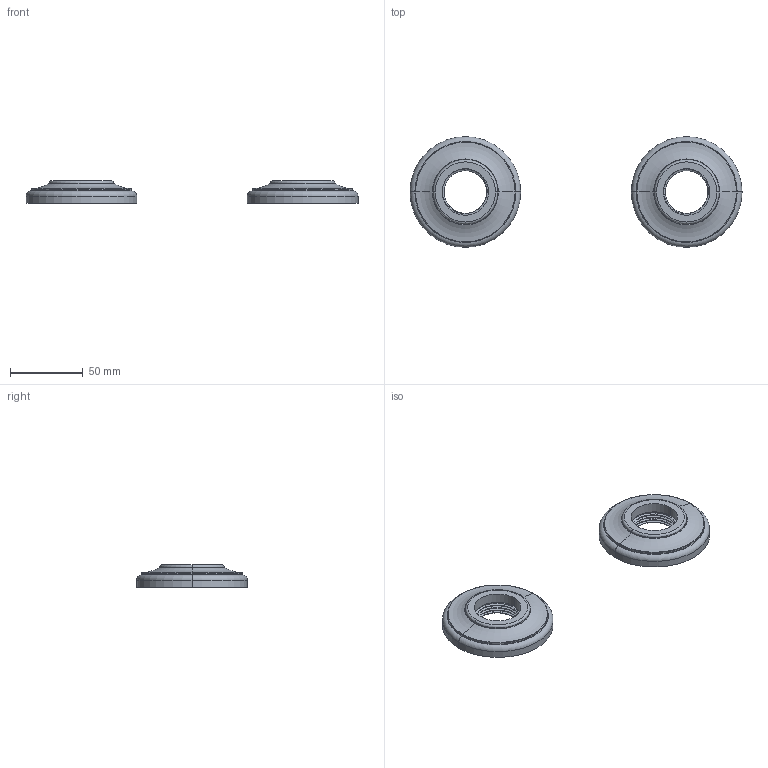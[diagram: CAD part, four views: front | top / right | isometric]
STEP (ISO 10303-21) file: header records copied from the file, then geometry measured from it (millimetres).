
FILE_DESCRIPTION((''),'2;1');
FILE_NAME('2440-2400_ASM','2022-11-04T09:34:58',('rsmith'),(''),'CREO PARAMETRIC BY PTC INC, 2019352','CREO PARAMETRIC BY PTC INC, 2019352','');
FILE_SCHEMA(('CONFIG_CONTROL_DESIGN'));
Length unit declared in the file: inch
Products named in the file (3): 1995; 40681; 2440-2400_ASM
Assembly tree (4 placements, depth 2):
  2440-2400_ASM
    1995  x2
    40681  x2
Bounding box: 228.6 x 76.2 x 15.24 mm (x, y, z)
Volume: 62577.7 mm3; surface area: 54328.4 mm2
Topology: 4 solids, 12 shells, 334 faces, 898 edges, 570 vertices
Faces by surface type: cylinder 132, bspline 90, torus 68, plane 24, cone 20
Entity records: 11633 total; most frequent: CARTESIAN_POINT 7775, ORIENTED_EDGE 870, DIRECTION 647, EDGE_CURVE 449, AXIS2_PLACEMENT_3D 288, VERTEX_POINT 285, B_SPLINE_CURVE_WITH_KNOTS 223, EDGE_LOOP 179
